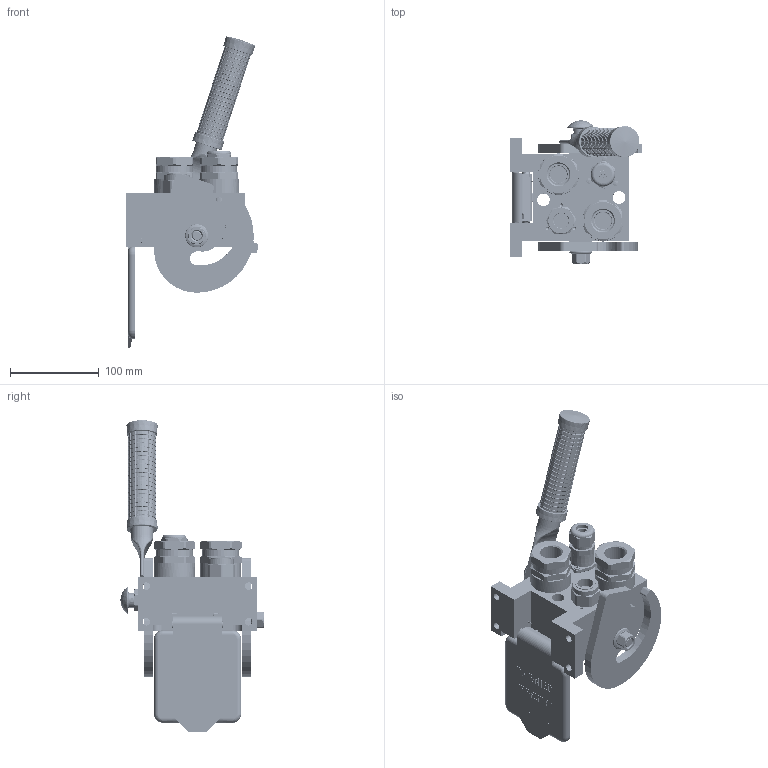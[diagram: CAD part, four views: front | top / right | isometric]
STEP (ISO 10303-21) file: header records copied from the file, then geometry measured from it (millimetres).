
FILE_DESCRIPTION (( 'STEP AP214' ), '1' );
FILE_NAME ('FASTER.step', '2024-03-11T16:29:53', ( '' ), ( '' ), 'SwSTEP 2.0', 'SolidWorks 2017', '' );
FILE_SCHEMA (( 'AUTOMOTIVE_DESIGN' ));
Length unit declared in the file: millimetre
Products named in the file (42): 4830_001_0005_300; 2ffnb12_gas_f; 4830_022_0000_011; 4830_001_0005_301; 4850_024_6001_000_ASM; 4830_025_2000_000; 4241_072_0000_200; 0048_042_0412_000; curs_molla_34; sicura_p5; 4850_024_6001_021; FASTER; 4850_024_0000_012; 4820_024_1002_011; or1_5x7_m; 4150_072_1000_200; curs_molla_12; 4820_001_0004_000; 4830_025_0000_001; 4850_024_6001_000; 4830_025_1000_000; 1540_080_0012_000; A_2ffnb12_gas_f; conn_3p_f; 4142_072_1000_300; 4850_024_5001_010; 4830_070_0000_001; 4250_014_1000_000; 4850_024_6002_020; 4830_020_0000_033; 2ffnb34_gas_f; A_2ffnb34_gas_f; 4340_014_0000_000; or2_62x17_86; et011; P510_F_ALB_BASE; 4830_046_0000_000; 4830_044_0000_000; 4810_001_0001_014; corpospel08-3f
Assembly tree (47 placements, depth 4):
  FASTER
    P510_F_ALB_BASE
      4830_020_0000_033
      4830_025_1000_000
      4820_001_0004_000
      4810_001_0001_014
      4830_022_0000_011
      4830_070_0000_001
      4830_001_0005_300
      4830_001_0005_301
      or2_62x17_86  x2
    A_2ffnb34_gas_f  x2
      curs_molla_34
        4150_072_1000_200
        4250_014_1000_000
      2ffnb34_gas_f
        2ffnb34_gas_f
    A_2ffnb12_gas_f
      curs_molla_12
        4340_014_0000_000
        4142_072_1000_300
      2ffnb12_gas_f
        2ffnb12_gas_f
    conn_3p_f
      corpospel08-3f
      4830_044_0000_000  x3
      4830_046_0000_000
      4241_072_0000_200
    4850_024_6001_000
      4850_024_6001_000_ASM
        4850_024_5001_010
        4850_024_6001_021
        4820_024_1002_011
      sicura_p5
        4830_025_0000_001
        or1_5x7_m
        0048_042_0412_000
      4850_024_6002_020
      4850_024_0000_012
      1540_080_0012_000
      4830_025_2000_000
      or2_62x17_86  x2
    et011
Bounding box: 148.95 x 160.93 x 350 mm (x, y, z)
Volume: 254093.9 mm3; surface area: 351153.6 mm2
Topology: 27 solids, 72 shells, 5764 faces, 15646 edges, 10052 vertices
Faces by surface type: plane 2425, cylinder 1968, torus 700, cone 356, bspline 267, sphere 48
Entity records: 240595 total; most frequent: CARTESIAN_POINT 97284, ORIENTED_EDGE 28428, DIRECTION 25136, EDGE_CURVE 14662, VERTEX_POINT 9442, AXIS2_PLACEMENT_3D 8582, LINE 7972, VECTOR 7972
